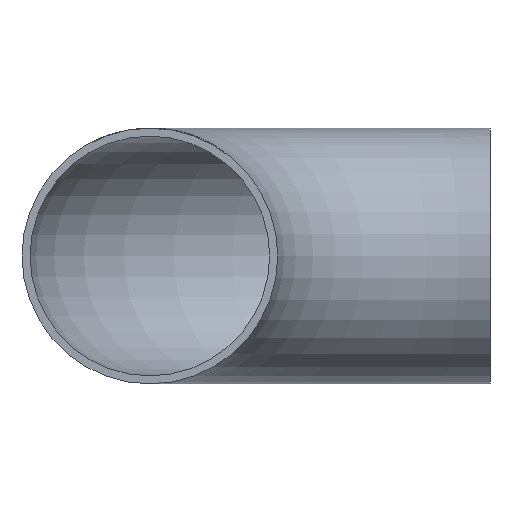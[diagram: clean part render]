
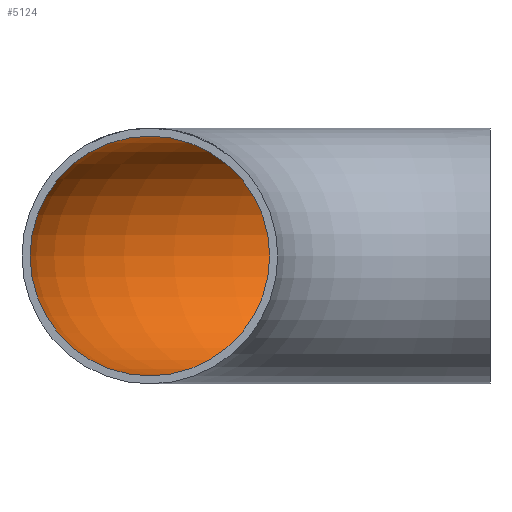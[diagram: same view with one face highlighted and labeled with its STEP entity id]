
A CAD part, front view. The second image highlights one B-rep face of the part: STEP entity #5124.
In plain terms, the highlighted toroidal (fillet/blend) face has major radius 152 mm and minor radius 53.55 mm.
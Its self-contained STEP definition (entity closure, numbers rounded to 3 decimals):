
#106 = ORIENTED_EDGE ( 'NONE', *, *, #7731, .F. ) ;
#753 = CARTESIAN_POINT ( 'NONE',  ( -152., 0., 0. ) ) ;
#779 = EDGE_LOOP ( 'NONE', ( #106 ) ) ;
#938 = CARTESIAN_POINT ( 'NONE',  ( -152., 0., 53.55 ) ) ;
#1826 = AXIS2_PLACEMENT_3D ( 'NONE', #5189, #3367, #3318 ) ;
#1914 = FACE_OUTER_BOUND ( 'NONE', #779, .T. ) ;
#2270 = AXIS2_PLACEMENT_3D ( 'NONE', #753, #2551, #3121 ) ;
#2551 = DIRECTION ( 'NONE',  ( 0., 1., 0. ) ) ;
#2871 = CARTESIAN_POINT ( 'NONE',  ( 0., 205.55, 0. ) ) ;
#3121 = DIRECTION ( 'NONE',  ( 0., 0., 1. ) ) ;
#3257 = CIRCLE ( 'NONE', #1826, 53.55 ) ;
#3318 = DIRECTION ( 'NONE',  ( 0., 1., 0. ) ) ;
#3367 = DIRECTION ( 'NONE',  ( 1., 0., 0. ) ) ;
#3551 = EDGE_CURVE ( 'NONE', #4571, #4571, #3257, .T. ) ;
#3725 = FACE_OUTER_BOUND ( 'NONE', #7398, .T. ) ;
#4104 = CIRCLE ( 'NONE', #2270, 53.55 ) ;
#4498 = TOROIDAL_SURFACE ( 'NONE', #5569, 152., 53.55 ) ;
#4571 = VERTEX_POINT ( 'NONE', #2871 ) ;
#4605 = ORIENTED_EDGE ( 'NONE', *, *, #3551, .T. ) ;
#4979 = CARTESIAN_POINT ( 'NONE',  ( 0., 0., 0. ) ) ;
#5124 = ADVANCED_FACE ( 'NONE', ( #3725, #1914 ), #4498, .F. ) ;
#5189 = CARTESIAN_POINT ( 'NONE',  ( 0., 152., 0. ) ) ;
#5569 = AXIS2_PLACEMENT_3D ( 'NONE', #4979, #5673, #7445 ) ;
#5673 = DIRECTION ( 'NONE',  ( 0., 0., -1. ) ) ;
#7272 = VERTEX_POINT ( 'NONE', #938 ) ;
#7398 = EDGE_LOOP ( 'NONE', ( #4605 ) ) ;
#7445 = DIRECTION ( 'NONE',  ( -1., 0., 0. ) ) ;
#7731 = EDGE_CURVE ( 'NONE', #7272, #7272, #4104, .T. ) ;
